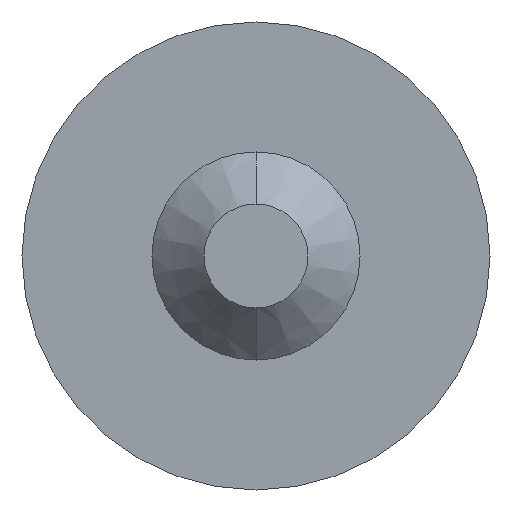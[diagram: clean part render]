
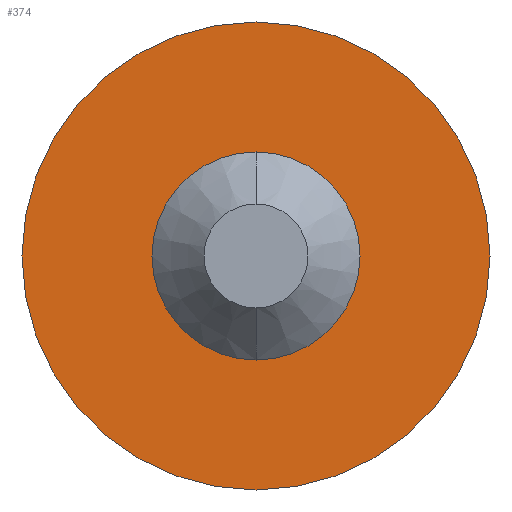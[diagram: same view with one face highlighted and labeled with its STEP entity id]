
A CAD part, front view. The second image highlights one B-rep face of the part: STEP entity #374.
In plain terms, the highlighted planar face has unit normal (0, -1, 0).
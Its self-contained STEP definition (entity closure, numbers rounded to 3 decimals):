
#3 = CARTESIAN_POINT ( 'NONE',  ( 0., 0., 1. ) ) ;
#16 = VERTEX_POINT ( 'NONE', #300 ) ;
#22 = AXIS2_PLACEMENT_3D ( 'NONE', #328, #32, #232 ) ;
#26 = ORIENTED_EDGE ( 'NONE', *, *, #178, .T. ) ;
#30 = AXIS2_PLACEMENT_3D ( 'NONE', #390, #168, #191 ) ;
#32 = DIRECTION ( 'NONE',  ( 0., -1., 0. ) ) ;
#37 = DIRECTION ( 'NONE',  ( 0., 1., 0. ) ) ;
#43 = CARTESIAN_POINT ( 'NONE',  ( 0., 0., -2.25 ) ) ;
#61 = CARTESIAN_POINT ( 'NONE',  ( 0., 0., 0. ) ) ;
#62 = VERTEX_POINT ( 'NONE', #43 ) ;
#73 = CARTESIAN_POINT ( 'NONE',  ( 0., 0., 0. ) ) ;
#88 = ORIENTED_EDGE ( 'NONE', *, *, #386, .T. ) ;
#100 = AXIS2_PLACEMENT_3D ( 'NONE', #61, #152, #122 ) ;
#101 = FACE_OUTER_BOUND ( 'NONE', #134, .T. ) ;
#122 = DIRECTION ( 'NONE',  ( 0., 0., -1. ) ) ;
#129 = FACE_BOUND ( 'NONE', #361, .T. ) ;
#134 = EDGE_LOOP ( 'NONE', ( #345, #26 ) ) ;
#135 = CIRCLE ( 'NONE', #30, 1. ) ;
#140 = CIRCLE ( 'NONE', #196, 1. ) ;
#152 = DIRECTION ( 'NONE',  ( 0., -1., 0. ) ) ;
#168 = DIRECTION ( 'NONE',  ( 0., 1., 0. ) ) ;
#178 = EDGE_CURVE ( 'Defeature ausgef�hrt1_5+Defeature ausgef�hrt1_3+Defeature ausgef�hrt1_3+Defeature ausgef�hrt1_3', #16, #62, #235, .T. ) ;
#187 = ORIENTED_EDGE ( 'NONE', *, *, #341, .T. ) ;
#191 = DIRECTION ( 'NONE',  ( 0., 0., 1. ) ) ;
#196 = AXIS2_PLACEMENT_3D ( 'NONE', #73, #37, #230 ) ;
#219 = DIRECTION ( 'NONE',  ( 0., 0., -1. ) ) ;
#230 = DIRECTION ( 'NONE',  ( 0., 0., 1. ) ) ;
#232 = DIRECTION ( 'NONE',  ( 0., 0., -1. ) ) ;
#235 = CIRCLE ( 'NONE', #100, 2.25 ) ;
#237 = PLANE ( 'NONE',  #22 ) ;
#250 = VERTEX_POINT ( 'NONE', #3 ) ;
#298 = EDGE_CURVE ( 'Defeature ausgef�hrt1_5+Defeature ausgef�hrt1_3+Defeature ausgef�hrt1_3+Defeature ausgef�hrt1_3', #62, #16, #343, .T. ) ;
#300 = CARTESIAN_POINT ( 'NONE',  ( 0., 0., 2.25 ) ) ;
#324 = CARTESIAN_POINT ( 'NONE',  ( 0., 0., -1. ) ) ;
#328 = CARTESIAN_POINT ( 'NONE',  ( 0., 0., 0. ) ) ;
#341 = EDGE_CURVE ( 'Defeature ausgef�hrt1_5+Defeature ausgef�hrt1_0+Defeature ausgef�hrt1_0+Defeature ausgef�hrt1_0', #250, #355, #140, .T. ) ;
#343 = CIRCLE ( 'NONE', #391, 2.25 ) ;
#345 = ORIENTED_EDGE ( 'NONE', *, *, #298, .T. ) ;
#355 = VERTEX_POINT ( 'NONE', #324 ) ;
#361 = EDGE_LOOP ( 'NONE', ( #187, #88 ) ) ;
#374 = ADVANCED_FACE ( 'Defeature ausgef�hrt1_5', ( #129, #101 ), #237, .T. ) ;
#376 = CARTESIAN_POINT ( 'NONE',  ( 0., 0., 0. ) ) ;
#380 = DIRECTION ( 'NONE',  ( 0., -1., 0. ) ) ;
#386 = EDGE_CURVE ( 'Defeature ausgef�hrt1_5+Defeature ausgef�hrt1_0+Defeature ausgef�hrt1_0+Defeature ausgef�hrt1_0', #355, #250, #135, .T. ) ;
#390 = CARTESIAN_POINT ( 'NONE',  ( 0., 0., 0. ) ) ;
#391 = AXIS2_PLACEMENT_3D ( 'NONE', #376, #380, #219 ) ;
